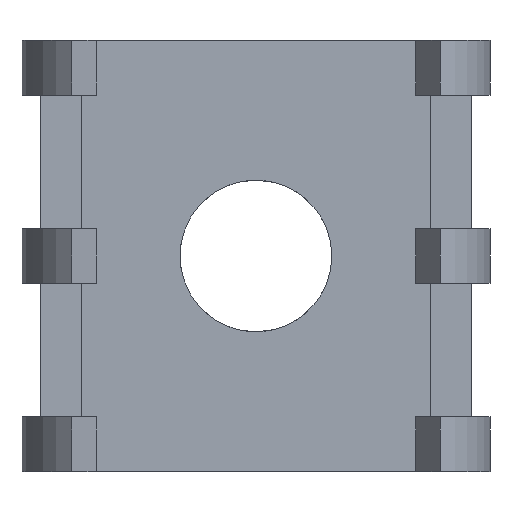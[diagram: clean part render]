
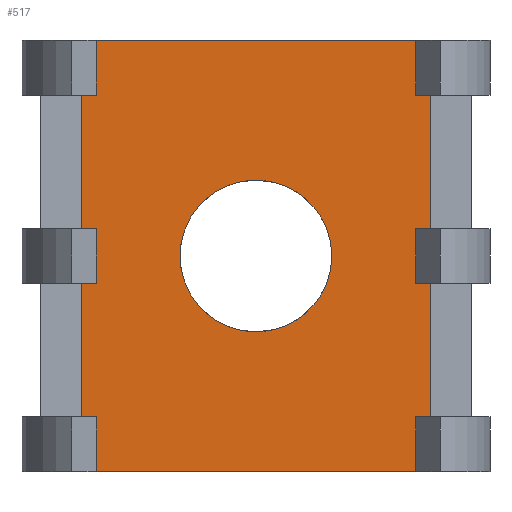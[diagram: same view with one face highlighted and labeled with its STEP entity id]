
A CAD part, front view. The second image highlights one B-rep face of the part: STEP entity #517.
In plain terms, the highlighted planar face has unit normal (0, -1, 0).
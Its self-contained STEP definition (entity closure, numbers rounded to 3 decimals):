
#8 = CARTESIAN_POINT ( 'NONE',  ( 0., 0., 0. ) ) ;
#12 = DIRECTION ( 'NONE',  ( 0., 0., -1. ) ) ;
#26 = DIRECTION ( 'NONE',  ( -1., 0., 0. ) ) ;
#27 = DIRECTION ( 'NONE',  ( 0., 0., 1. ) ) ;
#68 = DIRECTION ( 'NONE',  ( 0., -1., 0. ) ) ;
#77 = CARTESIAN_POINT ( 'NONE',  ( -4.83, 0., -5.97 ) ) ;
#104 = ORIENTED_EDGE ( 'NONE', *, *, #1594, .F. ) ;
#144 = VECTOR ( 'NONE', #154, 1000. ) ;
#154 = DIRECTION ( 'NONE',  ( 1., 0., 0. ) ) ;
#316 = VERTEX_POINT ( 'NONE', #344 ) ;
#319 = VERTEX_POINT ( 'NONE', #1167 ) ;
#344 = CARTESIAN_POINT ( 'NONE',  ( 4.83, 0., 5.97 ) ) ;
#446 = ORIENTED_EDGE ( 'NONE', *, *, #1783, .F. ) ;
#517 = ADVANCED_FACE ( 'NONE', ( #1845, #858 ), #1029, .F. ) ;
#529 = ORIENTED_EDGE ( 'NONE', *, *, #1305, .F. ) ;
#538 = DIRECTION ( 'NONE',  ( 0., 0., -1. ) ) ;
#597 = CARTESIAN_POINT ( 'NONE',  ( 0., 0., 0. ) ) ;
#683 = LINE ( 'NONE', #2540, #144 ) ;
#718 = AXIS2_PLACEMENT_3D ( 'NONE', #597, #2407, #1377 ) ;
#739 = VECTOR ( 'NONE', #538, 1000. ) ;
#771 = VERTEX_POINT ( 'NONE', #1307 ) ;
#779 = LINE ( 'NONE', #2227, #805 ) ;
#791 = EDGE_CURVE ( 'NONE', #319, #316, #683, .T. ) ;
#805 = VECTOR ( 'NONE', #26, 1000. ) ;
#858 = FACE_BOUND ( 'NONE', #2568, .T. ) ;
#864 = CARTESIAN_POINT ( 'NONE',  ( 0., 0., 0. ) ) ;
#873 = AXIS2_PLACEMENT_3D ( 'NONE', #864, #68, #12 ) ;
#943 = EDGE_CURVE ( 'NONE', #1203, #2159, #1429, .T. ) ;
#1006 = DIRECTION ( 'NONE',  ( 0., 1., 0. ) ) ;
#1029 = PLANE ( 'NONE',  #1083 ) ;
#1083 = AXIS2_PLACEMENT_3D ( 'NONE', #8, #1006, #27 ) ;
#1167 = CARTESIAN_POINT ( 'NONE',  ( -4.83, 0., 5.97 ) ) ;
#1203 = VERTEX_POINT ( 'NONE', #2507 ) ;
#1222 = ORIENTED_EDGE ( 'NONE', *, *, #943, .F. ) ;
#1270 = EDGE_LOOP ( 'NONE', ( #104, #1624, #446, #529 ) ) ;
#1305 = EDGE_CURVE ( 'NONE', #771, #1991, #779, .T. ) ;
#1307 = CARTESIAN_POINT ( 'NONE',  ( 4.83, 0., -5.97 ) ) ;
#1377 = DIRECTION ( 'NONE',  ( 0., 0., -1. ) ) ;
#1417 = CARTESIAN_POINT ( 'NONE',  ( -4.83, 0., 5.97 ) ) ;
#1429 = CIRCLE ( 'NONE', #718, 2.1 ) ;
#1431 = DIRECTION ( 'NONE',  ( 0., 0., 1. ) ) ;
#1594 = EDGE_CURVE ( 'NONE', #316, #771, #2059, .T. ) ;
#1624 = ORIENTED_EDGE ( 'NONE', *, *, #791, .F. ) ;
#1694 = ORIENTED_EDGE ( 'NONE', *, *, #1865, .F. ) ;
#1738 = VECTOR ( 'NONE', #1431, 1000. ) ;
#1762 = CARTESIAN_POINT ( 'NONE',  ( 0., 0., -2.1 ) ) ;
#1783 = EDGE_CURVE ( 'NONE', #1991, #319, #2272, .T. ) ;
#1845 = FACE_OUTER_BOUND ( 'NONE', #1270, .T. ) ;
#1865 = EDGE_CURVE ( 'NONE', #2159, #1203, #1901, .T. ) ;
#1901 = CIRCLE ( 'NONE', #873, 2.1 ) ;
#1991 = VERTEX_POINT ( 'NONE', #77 ) ;
#2059 = LINE ( 'NONE', #2340, #739 ) ;
#2159 = VERTEX_POINT ( 'NONE', #1762 ) ;
#2227 = CARTESIAN_POINT ( 'NONE',  ( -5.97, 0., -5.97 ) ) ;
#2272 = LINE ( 'NONE', #1417, #1738 ) ;
#2340 = CARTESIAN_POINT ( 'NONE',  ( 4.83, 0., 5.97 ) ) ;
#2407 = DIRECTION ( 'NONE',  ( 0., -1., 0. ) ) ;
#2507 = CARTESIAN_POINT ( 'NONE',  ( 0., 0., 2.1 ) ) ;
#2540 = CARTESIAN_POINT ( 'NONE',  ( -5.97, 0., 5.97 ) ) ;
#2568 = EDGE_LOOP ( 'NONE', ( #1694, #1222 ) ) ;
